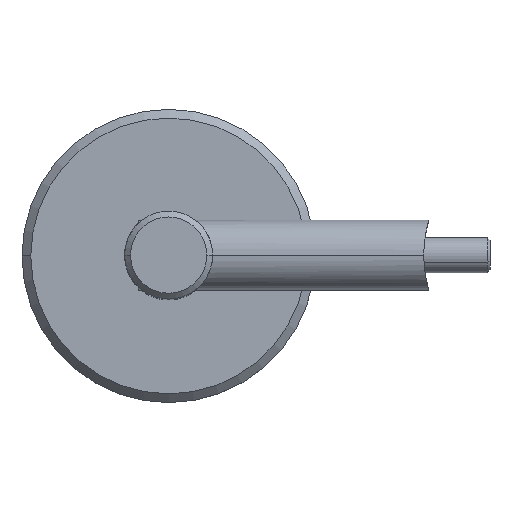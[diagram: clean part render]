
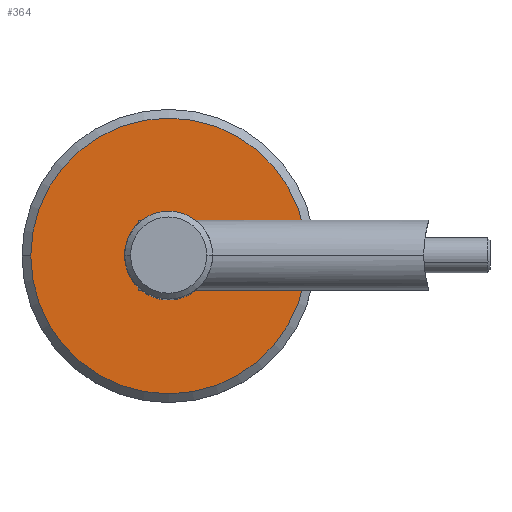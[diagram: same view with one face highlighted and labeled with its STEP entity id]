
A CAD part, top view. The second image highlights one B-rep face of the part: STEP entity #364.
In plain terms, the highlighted planar face has unit normal (0, 0, 1).
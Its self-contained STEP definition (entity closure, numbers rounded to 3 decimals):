
#182 = DIRECTION ( 'NONE',  ( 0., 0., 1. ) ) ;
#185 = CARTESIAN_POINT ( 'NONE',  ( 7.5, 0., 5. ) ) ;
#194 = DIRECTION ( 'NONE',  ( 0., 0., 1. ) ) ;
#221 = EDGE_CURVE ( 'NONE', #1211, #2089, #2785, .T. ) ;
#364 = ADVANCED_FACE ( 'NONE', ( #2336, #1441 ), #1537, .T. ) ;
#424 = DIRECTION ( 'NONE',  ( 0., 0., 1. ) ) ;
#463 = EDGE_LOOP ( 'NONE', ( #2780, #2679 ) ) ;
#497 = CARTESIAN_POINT ( 'NONE',  ( 23.5, 0., 5. ) ) ;
#658 = CIRCLE ( 'NONE', #2415, 7.5 ) ;
#670 = EDGE_LOOP ( 'NONE', ( #2251, #1802 ) ) ;
#719 = EDGE_CURVE ( 'NONE', #2089, #1211, #2327, .T. ) ;
#761 = CARTESIAN_POINT ( 'NONE',  ( 0., 0., 5. ) ) ;
#910 = VERTEX_POINT ( 'NONE', #185 ) ;
#988 = DIRECTION ( 'NONE',  ( 1., 0., 0. ) ) ;
#1072 = DIRECTION ( 'NONE',  ( 1., 0., 0. ) ) ;
#1121 = CARTESIAN_POINT ( 'NONE',  ( 0., 0., 5. ) ) ;
#1153 = CARTESIAN_POINT ( 'NONE',  ( -23.5, 0., 5. ) ) ;
#1154 = DIRECTION ( 'NONE',  ( 1., 0., 0. ) ) ;
#1211 = VERTEX_POINT ( 'NONE', #497 ) ;
#1328 = CIRCLE ( 'NONE', #1682, 7.5 ) ;
#1441 = FACE_BOUND ( 'NONE', #670, .T. ) ;
#1537 = PLANE ( 'NONE',  #2448 ) ;
#1682 = AXIS2_PLACEMENT_3D ( 'NONE', #1121, #424, #2174 ) ;
#1802 = ORIENTED_EDGE ( 'NONE', *, *, #1902, .F. ) ;
#1851 = AXIS2_PLACEMENT_3D ( 'NONE', #761, #1863, #988 ) ;
#1863 = DIRECTION ( 'NONE',  ( 0., 0., 1. ) ) ;
#1902 = EDGE_CURVE ( 'NONE', #2879, #910, #1328, .T. ) ;
#1992 = CARTESIAN_POINT ( 'NONE',  ( 0., 0., 5. ) ) ;
#2011 = DIRECTION ( 'NONE',  ( 1., 0., 0. ) ) ;
#2089 = VERTEX_POINT ( 'NONE', #1153 ) ;
#2121 = AXIS2_PLACEMENT_3D ( 'NONE', #2167, #2387, #1072 ) ;
#2167 = CARTESIAN_POINT ( 'NONE',  ( 0., 0., 5. ) ) ;
#2174 = DIRECTION ( 'NONE',  ( 1., 0., 0. ) ) ;
#2251 = ORIENTED_EDGE ( 'NONE', *, *, #2504, .F. ) ;
#2327 = CIRCLE ( 'NONE', #2121, 23.5 ) ;
#2336 = FACE_OUTER_BOUND ( 'NONE', #463, .T. ) ;
#2387 = DIRECTION ( 'NONE',  ( 0., 0., 1. ) ) ;
#2415 = AXIS2_PLACEMENT_3D ( 'NONE', #2855, #182, #2011 ) ;
#2448 = AXIS2_PLACEMENT_3D ( 'NONE', #1992, #194, #1154 ) ;
#2504 = EDGE_CURVE ( 'NONE', #910, #2879, #658, .T. ) ;
#2620 = CARTESIAN_POINT ( 'NONE',  ( -7.5, 0., 5. ) ) ;
#2679 = ORIENTED_EDGE ( 'NONE', *, *, #221, .T. ) ;
#2780 = ORIENTED_EDGE ( 'NONE', *, *, #719, .T. ) ;
#2785 = CIRCLE ( 'NONE', #1851, 23.5 ) ;
#2855 = CARTESIAN_POINT ( 'NONE',  ( 0., 0., 5. ) ) ;
#2879 = VERTEX_POINT ( 'NONE', #2620 ) ;
